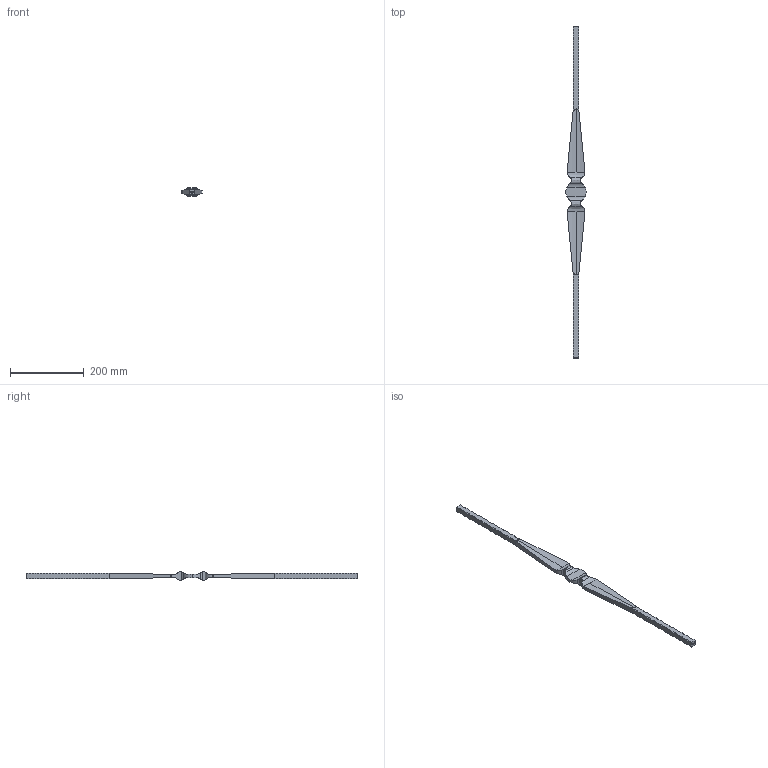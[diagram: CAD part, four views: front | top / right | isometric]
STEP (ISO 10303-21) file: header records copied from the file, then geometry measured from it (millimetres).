
FILE_DESCRIPTION (( 'STEP AP203' ), '1' );
FILE_NAME ('1241.STEP', '2019-09-06T09:09:23', ( '' ), ( '' ), 'SwSTEP 2.0', 'SolidWorks 2015', '' );
FILE_SCHEMA (( 'CONFIG_CONTROL_DESIGN' ));
Length unit declared in the file: millimetre
Products named in the file (1): 1241
Bounding box: 54.9 x 900 x 22.51 mm (x, y, z)
Volume: 249854.2 mm3; surface area: 68981.3 mm2
Topology: 1 solids, 1 shells, 288 faces, 946 edges, 532 vertices
Faces by surface type: plane 121, torus 72, bspline 62, cylinder 33
Entity records: 12527 total; most frequent: CARTESIAN_POINT 5517, ORIENTED_EDGE 1604, DIRECTION 1206, EDGE_CURVE 802, VERTEX_POINT 532, VECTOR 436, LINE 436, AXIS2_PLACEMENT_3D 385
